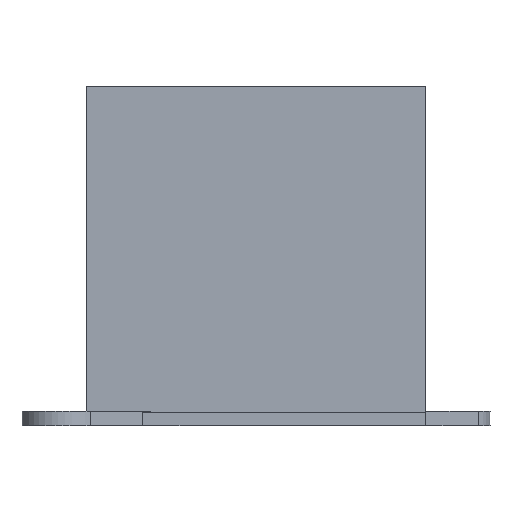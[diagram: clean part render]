
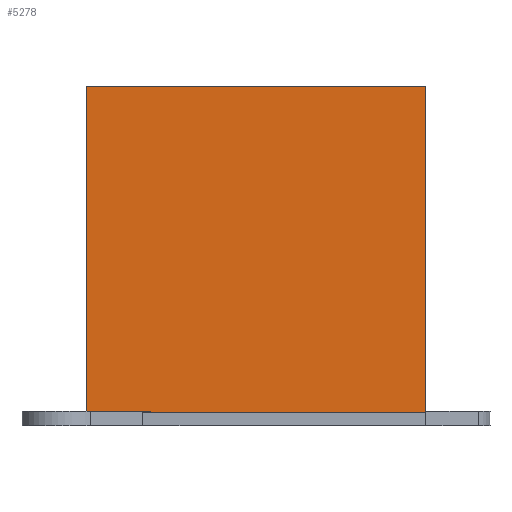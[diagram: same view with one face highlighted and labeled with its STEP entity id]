
A CAD part, left-side view. The second image highlights one B-rep face of the part: STEP entity #5278.
In plain terms, the highlighted planar face has unit normal (-1, 0, 0).
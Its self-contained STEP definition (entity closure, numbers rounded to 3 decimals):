
#236 = PLANE('',#237);
#237 = AXIS2_PLACEMENT_3D('',#238,#239,#240);
#238 = CARTESIAN_POINT('',(17.079,-40.421,0.));
#239 = DIRECTION('',(-0.707,-0.707,0.)
  );
#240 = DIRECTION('',(-0.707,0.707,0.)
  );
#542 = PLANE('',#543);
#543 = AXIS2_PLACEMENT_3D('',#544,#545,#546);
#544 = CARTESIAN_POINT('',(0.,-35.,17.5));
#545 = DIRECTION('',(0.,1.,0.));
#546 = DIRECTION('',(0.,0.,1.));
#597 = PLANE('',#598);
#598 = AXIS2_PLACEMENT_3D('',#599,#600,#601);
#599 = CARTESIAN_POINT('',(0.,-17.5,1.5));
#600 = DIRECTION('',(0.,0.,1.));
#601 = DIRECTION('',(0.,1.,0.));
#768 = VERTEX_POINT('',#769);
#769 = CARTESIAN_POINT('',(-16.684,-6.658,1.369));
#783 = PLANE('',#784);
#784 = AXIS2_PLACEMENT_3D('',#785,#786,#787);
#785 = CARTESIAN_POINT('',(-16.684,-35.,1.369));
#786 = DIRECTION('',(0.,0.,1.));
#787 = DIRECTION('',(-1.,0.,0.));
#795 = EDGE_CURVE('',#768,#796,#798,.T.);
#796 = VERTEX_POINT('',#797);
#797 = CARTESIAN_POINT('',(-16.684,-6.658,1.5));
#798 = SURFACE_CURVE('',#799,(#803,#810),.PCURVE_S1.);
#799 = LINE('',#800,#801);
#800 = CARTESIAN_POINT('',(-16.684,-6.658,
    17.925));
#801 = VECTOR('',#802,1.);
#802 = DIRECTION('',(0.,0.,1.));
#803 = PCURVE('',#236,#804);
#804 = DEFINITIONAL_REPRESENTATION('',(#805),#809);
#805 = LINE('',#806,#807);
#806 = CARTESIAN_POINT('',(47.747,-17.925));
#807 = VECTOR('',#808,1.);
#808 = DIRECTION('',(0.,-1.));
#809 = ( GEOMETRIC_REPRESENTATION_CONTEXT(2) 
PARAMETRIC_REPRESENTATION_CONTEXT() REPRESENTATION_CONTEXT('2D SPACE',''
  ) );
#810 = PCURVE('',#811,#816);
#811 = PLANE('',#812);
#812 = AXIS2_PLACEMENT_3D('',#813,#814,#815);
#813 = CARTESIAN_POINT('',(-16.684,-35.,35.849));
#814 = DIRECTION('',(-1.,0.,0.));
#815 = DIRECTION('',(0.,0.,-1.));
#816 = DEFINITIONAL_REPRESENTATION('',(#817),#821);
#817 = LINE('',#818,#819);
#818 = CARTESIAN_POINT('',(17.925,-28.342));
#819 = VECTOR('',#820,1.);
#820 = DIRECTION('',(-1.,0.));
#821 = ( GEOMETRIC_REPRESENTATION_CONTEXT(2) 
PARAMETRIC_REPRESENTATION_CONTEXT() REPRESENTATION_CONTEXT('2D SPACE',''
  ) );
#3209 = VERTEX_POINT('',#3210);
#3210 = CARTESIAN_POINT('',(-16.684,-35.,1.369));
#3231 = EDGE_CURVE('',#3232,#3209,#3234,.T.);
#3232 = VERTEX_POINT('',#3233);
#3233 = CARTESIAN_POINT('',(-16.684,-35.,35.));
#3234 = SURFACE_CURVE('',#3235,(#3239,#3246),.PCURVE_S1.);
#3235 = LINE('',#3236,#3237);
#3236 = CARTESIAN_POINT('',(-16.684,-35.,35.849));
#3237 = VECTOR('',#3238,1.);
#3238 = DIRECTION('',(0.,0.,-1.));
#3239 = PCURVE('',#542,#3240);
#3240 = DEFINITIONAL_REPRESENTATION('',(#3241),#3245);
#3241 = LINE('',#3242,#3243);
#3242 = CARTESIAN_POINT('',(18.349,-16.684));
#3243 = VECTOR('',#3244,1.);
#3244 = DIRECTION('',(-1.,0.));
#3245 = ( GEOMETRIC_REPRESENTATION_CONTEXT(2) 
PARAMETRIC_REPRESENTATION_CONTEXT() REPRESENTATION_CONTEXT('2D SPACE',''
  ) );
#3246 = PCURVE('',#811,#3247);
#3247 = DEFINITIONAL_REPRESENTATION('',(#3248),#3252);
#3248 = LINE('',#3249,#3250);
#3249 = CARTESIAN_POINT('',(0.,0.));
#3250 = VECTOR('',#3251,1.);
#3251 = DIRECTION('',(1.,0.));
#3252 = ( GEOMETRIC_REPRESENTATION_CONTEXT(2) 
PARAMETRIC_REPRESENTATION_CONTEXT() REPRESENTATION_CONTEXT('2D SPACE',''
  ) );
#3270 = PLANE('',#3271);
#3271 = AXIS2_PLACEMENT_3D('',#3272,#3273,#3274);
#3272 = CARTESIAN_POINT('',(17.5,0.,35.));
#3273 = DIRECTION('',(0.,0.,-1.));
#3274 = DIRECTION('',(-1.,0.,0.));
#4849 = EDGE_CURVE('',#796,#4850,#4852,.T.);
#4850 = VERTEX_POINT('',#4851);
#4851 = CARTESIAN_POINT('',(-16.684,0.,1.5));
#4852 = SURFACE_CURVE('',#4853,(#4857,#4864),.PCURVE_S1.);
#4853 = LINE('',#4854,#4855);
#4854 = CARTESIAN_POINT('',(-16.684,-26.25,1.5));
#4855 = VECTOR('',#4856,1.);
#4856 = DIRECTION('',(0.,1.,0.));
#4857 = PCURVE('',#597,#4858);
#4858 = DEFINITIONAL_REPRESENTATION('',(#4859),#4863);
#4859 = LINE('',#4860,#4861);
#4860 = CARTESIAN_POINT('',(-8.75,16.684));
#4861 = VECTOR('',#4862,1.);
#4862 = DIRECTION('',(1.,0.));
#4863 = ( GEOMETRIC_REPRESENTATION_CONTEXT(2) 
PARAMETRIC_REPRESENTATION_CONTEXT() REPRESENTATION_CONTEXT('2D SPACE',''
  ) );
#4864 = PCURVE('',#811,#4865);
#4865 = DEFINITIONAL_REPRESENTATION('',(#4866),#4870);
#4866 = LINE('',#4867,#4868);
#4867 = CARTESIAN_POINT('',(34.349,-8.75));
#4868 = VECTOR('',#4869,1.);
#4869 = DIRECTION('',(0.,-1.));
#4870 = ( GEOMETRIC_REPRESENTATION_CONTEXT(2) 
PARAMETRIC_REPRESENTATION_CONTEXT() REPRESENTATION_CONTEXT('2D SPACE',''
  ) );
#4888 = PLANE('',#4889);
#4889 = AXIS2_PLACEMENT_3D('',#4890,#4891,#4892);
#4890 = CARTESIAN_POINT('',(0.,0.,17.5));
#4891 = DIRECTION('',(0.,1.,0.));
#4892 = DIRECTION('',(0.,0.,1.));
#5278 = ADVANCED_FACE('',(#5279),#811,.T.);
#5279 = FACE_BOUND('',#5280,.T.);
#5280 = EDGE_LOOP('',(#5281,#5282,#5305,#5326,#5327,#5328));
#5281 = ORIENTED_EDGE('',*,*,#3231,.F.);
#5282 = ORIENTED_EDGE('',*,*,#5283,.T.);
#5283 = EDGE_CURVE('',#3232,#5284,#5286,.T.);
#5284 = VERTEX_POINT('',#5285);
#5285 = CARTESIAN_POINT('',(-16.684,0.,35.));
#5286 = SURFACE_CURVE('',#5287,(#5291,#5298),.PCURVE_S1.);
#5287 = LINE('',#5288,#5289);
#5288 = CARTESIAN_POINT('',(-16.684,-17.5,35.));
#5289 = VECTOR('',#5290,1.);
#5290 = DIRECTION('',(0.,1.,0.));
#5291 = PCURVE('',#811,#5292);
#5292 = DEFINITIONAL_REPRESENTATION('',(#5293),#5297);
#5293 = LINE('',#5294,#5295);
#5294 = CARTESIAN_POINT('',(0.849,-17.5));
#5295 = VECTOR('',#5296,1.);
#5296 = DIRECTION('',(0.,-1.));
#5297 = ( GEOMETRIC_REPRESENTATION_CONTEXT(2) 
PARAMETRIC_REPRESENTATION_CONTEXT() REPRESENTATION_CONTEXT('2D SPACE',''
  ) );
#5298 = PCURVE('',#3270,#5299);
#5299 = DEFINITIONAL_REPRESENTATION('',(#5300),#5304);
#5300 = LINE('',#5301,#5302);
#5301 = CARTESIAN_POINT('',(34.184,-17.5));
#5302 = VECTOR('',#5303,1.);
#5303 = DIRECTION('',(0.,1.));
#5304 = ( GEOMETRIC_REPRESENTATION_CONTEXT(2) 
PARAMETRIC_REPRESENTATION_CONTEXT() REPRESENTATION_CONTEXT('2D SPACE',''
  ) );
#5305 = ORIENTED_EDGE('',*,*,#5306,.F.);
#5306 = EDGE_CURVE('',#4850,#5284,#5307,.T.);
#5307 = SURFACE_CURVE('',#5308,(#5312,#5319),.PCURVE_S1.);
#5308 = LINE('',#5309,#5310);
#5309 = CARTESIAN_POINT('',(-16.684,0.,
    26.675));
#5310 = VECTOR('',#5311,1.);
#5311 = DIRECTION('',(0.,0.,1.));
#5312 = PCURVE('',#811,#5313);
#5313 = DEFINITIONAL_REPRESENTATION('',(#5314),#5318);
#5314 = LINE('',#5315,#5316);
#5315 = CARTESIAN_POINT('',(9.175,-35.));
#5316 = VECTOR('',#5317,1.);
#5317 = DIRECTION('',(-1.,0.));
#5318 = ( GEOMETRIC_REPRESENTATION_CONTEXT(2) 
PARAMETRIC_REPRESENTATION_CONTEXT() REPRESENTATION_CONTEXT('2D SPACE',''
  ) );
#5319 = PCURVE('',#4888,#5320);
#5320 = DEFINITIONAL_REPRESENTATION('',(#5321),#5325);
#5321 = LINE('',#5322,#5323);
#5322 = CARTESIAN_POINT('',(9.175,-16.684));
#5323 = VECTOR('',#5324,1.);
#5324 = DIRECTION('',(1.,0.));
#5325 = ( GEOMETRIC_REPRESENTATION_CONTEXT(2) 
PARAMETRIC_REPRESENTATION_CONTEXT() REPRESENTATION_CONTEXT('2D SPACE',''
  ) );
#5326 = ORIENTED_EDGE('',*,*,#4849,.F.);
#5327 = ORIENTED_EDGE('',*,*,#795,.F.);
#5328 = ORIENTED_EDGE('',*,*,#5329,.F.);
#5329 = EDGE_CURVE('',#3209,#768,#5330,.T.);
#5330 = SURFACE_CURVE('',#5331,(#5335,#5342),.PCURVE_S1.);
#5331 = LINE('',#5332,#5333);
#5332 = CARTESIAN_POINT('',(-16.684,-35.,1.369));
#5333 = VECTOR('',#5334,1.);
#5334 = DIRECTION('',(0.,1.,0.));
#5335 = PCURVE('',#811,#5336);
#5336 = DEFINITIONAL_REPRESENTATION('',(#5337),#5341);
#5337 = LINE('',#5338,#5339);
#5338 = CARTESIAN_POINT('',(34.48,0.));
#5339 = VECTOR('',#5340,1.);
#5340 = DIRECTION('',(0.,-1.));
#5341 = ( GEOMETRIC_REPRESENTATION_CONTEXT(2) 
PARAMETRIC_REPRESENTATION_CONTEXT() REPRESENTATION_CONTEXT('2D SPACE',''
  ) );
#5342 = PCURVE('',#783,#5343);
#5343 = DEFINITIONAL_REPRESENTATION('',(#5344),#5348);
#5344 = LINE('',#5345,#5346);
#5345 = CARTESIAN_POINT('',(0.,0.));
#5346 = VECTOR('',#5347,1.);
#5347 = DIRECTION('',(0.,-1.));
#5348 = ( GEOMETRIC_REPRESENTATION_CONTEXT(2) 
PARAMETRIC_REPRESENTATION_CONTEXT() REPRESENTATION_CONTEXT('2D SPACE',''
  ) );
